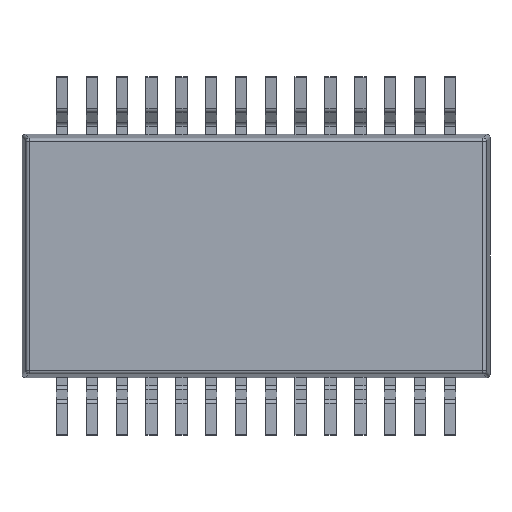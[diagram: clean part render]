
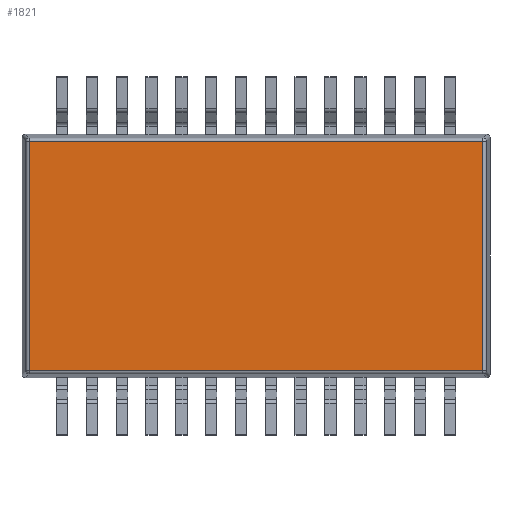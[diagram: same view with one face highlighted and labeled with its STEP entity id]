
A CAD part, front view. The second image highlights one B-rep face of the part: STEP entity #1821.
In plain terms, the highlighted planar face has unit normal (0, -1, 0).
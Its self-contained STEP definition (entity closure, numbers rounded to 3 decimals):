
#1821 = ADVANCED_FACE('',(#1822),#1856,.T.);
#1822 = FACE_BOUND('',#1823,.T.);
#1823 = EDGE_LOOP('',(#1824,#1834,#1842,#1850));
#1824 = ORIENTED_EDGE('',*,*,#1825,.T.);
#1825 = EDGE_CURVE('',#1826,#1828,#1830,.T.);
#1826 = VERTEX_POINT('',#1827);
#1827 = CARTESIAN_POINT('',(-4.946,0.025,2.496));
#1828 = VERTEX_POINT('',#1829);
#1829 = CARTESIAN_POINT('',(-4.946,0.025,-2.496));
#1830 = LINE('',#1831,#1832);
#1831 = CARTESIAN_POINT('',(-4.946,0.025,0.));
#1832 = VECTOR('',#1833,1.);
#1833 = DIRECTION('',(-0.,-0.,-1.));
#1834 = ORIENTED_EDGE('',*,*,#1835,.T.);
#1835 = EDGE_CURVE('',#1828,#1836,#1838,.T.);
#1836 = VERTEX_POINT('',#1837);
#1837 = CARTESIAN_POINT('',(4.946,0.025,-2.496));
#1838 = LINE('',#1839,#1840);
#1839 = CARTESIAN_POINT('',(-0.,0.025,-2.496));
#1840 = VECTOR('',#1841,1.);
#1841 = DIRECTION('',(1.,-0.,-0.));
#1842 = ORIENTED_EDGE('',*,*,#1843,.T.);
#1843 = EDGE_CURVE('',#1836,#1844,#1846,.T.);
#1844 = VERTEX_POINT('',#1845);
#1845 = CARTESIAN_POINT('',(4.946,0.025,2.496));
#1846 = LINE('',#1847,#1848);
#1847 = CARTESIAN_POINT('',(4.946,0.025,0.));
#1848 = VECTOR('',#1849,1.);
#1849 = DIRECTION('',(-0.,-0.,1.));
#1850 = ORIENTED_EDGE('',*,*,#1851,.T.);
#1851 = EDGE_CURVE('',#1844,#1826,#1852,.T.);
#1852 = LINE('',#1853,#1854);
#1853 = CARTESIAN_POINT('',(-0.,0.025,2.496));
#1854 = VECTOR('',#1855,1.);
#1855 = DIRECTION('',(-1.,-0.,-0.));
#1856 = PLANE('',#1857);
#1857 = AXIS2_PLACEMENT_3D('',#1858,#1859,#1860);
#1858 = CARTESIAN_POINT('',(0.,0.025,0.));
#1859 = DIRECTION('',(0.,-1.,0.));
#1860 = DIRECTION('',(0.,-0.,-1.));
